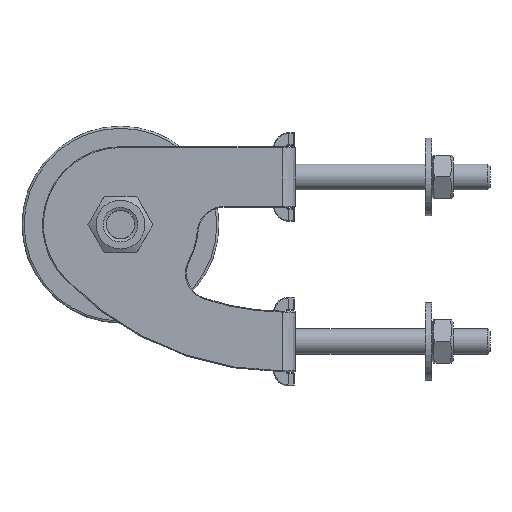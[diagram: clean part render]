
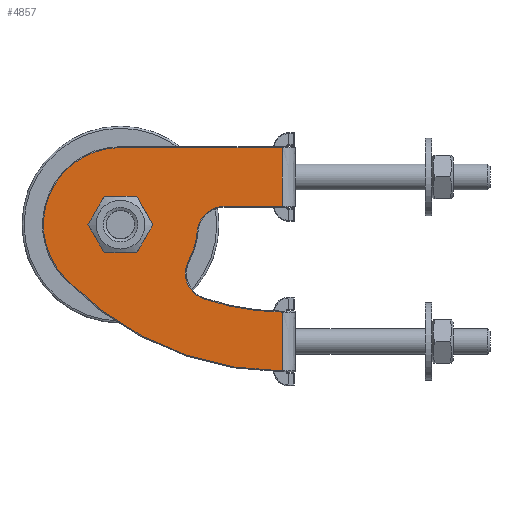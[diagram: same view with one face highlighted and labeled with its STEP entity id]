
A CAD part, left-side view. The second image highlights one B-rep face of the part: STEP entity #4857.
In plain terms, the highlighted planar face has unit normal (-1, 0, 0).
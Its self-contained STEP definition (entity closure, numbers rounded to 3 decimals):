
#240=LINE('',#7757,#460);
#294=LINE('',#8584,#514);
#299=LINE('',#8769,#519);
#309=LINE('',#8870,#529);
#313=LINE('',#9040,#533);
#460=VECTOR('',#5976,10.);
#514=VECTOR('',#6220,10.);
#519=VECTOR('',#6277,10.);
#529=VECTOR('',#6321,10.);
#533=VECTOR('',#6371,10.);
#802=PLANE('',#5358);
#898=FACE_BOUND('',#1525,.T.);
#1120=FACE_OUTER_BOUND('',#1524,.T.);
#1524=EDGE_LOOP('',(#3900,#3901,#3902,#3903,#3904,#3905,#3906,#3907,#3908,
#3909,#3910));
#1525=EDGE_LOOP('',(#3911));
#1803=CIRCLE('',#5163,5.65);
#1886=CIRCLE('',#5293,6.2);
#1888=CIRCLE('',#5296,17.8);
#1890=CIRCLE('',#5299,6.2);
#1892=CIRCLE('',#5302,56.2);
#1911=CIRCLE('',#5333,17.8);
#1912=CIRCLE('',#5335,69.8);
#2197=VERTEX_POINT('',#7720);
#2201=VERTEX_POINT('',#7747);
#2203=VERTEX_POINT('',#7756);
#2308=VERTEX_POINT('',#8581);
#2309=VERTEX_POINT('',#8583);
#2316=VERTEX_POINT('',#8768);
#2317=VERTEX_POINT('',#8772);
#2318=VERTEX_POINT('',#8776);
#2319=VERTEX_POINT('',#8780);
#2329=VERTEX_POINT('',#8859);
#2333=VERTEX_POINT('',#9038);
#2334=VERTEX_POINT('',#9042);
#2665=EDGE_CURVE('',#2197,#2197,#1803,.T.);
#2670=EDGE_CURVE('',#2203,#2201,#240,.T.);
#2821=EDGE_CURVE('',#2308,#2309,#294,.T.);
#2844=EDGE_CURVE('',#2203,#2316,#299,.T.);
#2846=EDGE_CURVE('',#2316,#2317,#1886,.T.);
#2848=EDGE_CURVE('',#2317,#2318,#1888,.T.);
#2850=EDGE_CURVE('',#2318,#2319,#1890,.T.);
#2852=EDGE_CURVE('',#2319,#2308,#1892,.T.);
#2868=EDGE_CURVE('',#2329,#2309,#309,.T.);
#2887=EDGE_CURVE('',#2333,#2201,#313,.T.);
#2889=EDGE_CURVE('',#2334,#2333,#1911,.T.);
#2890=EDGE_CURVE('',#2329,#2334,#1912,.T.);
#3900=ORIENTED_EDGE('',*,*,#2887,.F.);
#3901=ORIENTED_EDGE('',*,*,#2889,.F.);
#3902=ORIENTED_EDGE('',*,*,#2890,.F.);
#3903=ORIENTED_EDGE('',*,*,#2868,.T.);
#3904=ORIENTED_EDGE('',*,*,#2821,.F.);
#3905=ORIENTED_EDGE('',*,*,#2852,.F.);
#3906=ORIENTED_EDGE('',*,*,#2850,.F.);
#3907=ORIENTED_EDGE('',*,*,#2848,.F.);
#3908=ORIENTED_EDGE('',*,*,#2846,.F.);
#3909=ORIENTED_EDGE('',*,*,#2844,.F.);
#3910=ORIENTED_EDGE('',*,*,#2670,.T.);
#3911=ORIENTED_EDGE('',*,*,#2665,.T.);
#4857=ADVANCED_FACE('',(#1120,#898),#802,.T.);
#5163=AXIS2_PLACEMENT_3D('',#7721,#5962,#5963);
#5293=AXIS2_PLACEMENT_3D('',#8773,#6282,#6283);
#5296=AXIS2_PLACEMENT_3D('',#8777,#6288,#6289);
#5299=AXIS2_PLACEMENT_3D('',#8781,#6294,#6295);
#5302=AXIS2_PLACEMENT_3D('',#8784,#6300,#6301);
#5333=AXIS2_PLACEMENT_3D('',#9044,#6376,#6377);
#5335=AXIS2_PLACEMENT_3D('',#9046,#6380,#6381);
#5358=AXIS2_PLACEMENT_3D('',#9082,#6428,#6429);
#5962=DIRECTION('center_axis',(1.,0.,0.));
#5963=DIRECTION('ref_axis',(0.,0.5,0.866));
#5976=DIRECTION('',(0.,0.,1.));
#6220=DIRECTION('',(0.,-1.,-0.003));
#6277=DIRECTION('',(0.,1.,0.));
#6282=DIRECTION('center_axis',(-1.,0.,0.));
#6283=DIRECTION('ref_axis',(0.,0.677,0.736));
#6288=DIRECTION('center_axis',(1.,0.,0.));
#6289=DIRECTION('ref_axis',(0.,-0.959,-0.282));
#6294=DIRECTION('center_axis',(-1.,0.,0.));
#6295=DIRECTION('ref_axis',(0.,0.931,-0.366));
#6300=DIRECTION('center_axis',(-1.,0.,0.));
#6301=DIRECTION('ref_axis',(0.,0.167,-0.986));
#6321=DIRECTION('',(0.,0.,1.));
#6371=DIRECTION('',(0.,-1.,0.));
#6376=DIRECTION('center_axis',(1.,0.,0.));
#6377=DIRECTION('ref_axis',(0.,0.92,0.392));
#6380=DIRECTION('center_axis',(1.,0.,0.));
#6381=DIRECTION('ref_axis',(0.,0.393,-0.919));
#6428=DIRECTION('center_axis',(-1.,0.,0.));
#6429=DIRECTION('ref_axis',(0.,0.,-1.));
#7720=CARTESIAN_POINT('',(-17.65,43.175,4.893));
#7721=CARTESIAN_POINT('Origin',(-17.65,40.35,0.));
#7747=CARTESIAN_POINT('',(-17.65,3.,17.8));
#7756=CARTESIAN_POINT('',(-17.65,3.,4.2));
#7757=CARTESIAN_POINT('',(-17.65,3.,-15.345));
#8581=CARTESIAN_POINT('',(-17.65,3.001,-20.2));
#8583=CARTESIAN_POINT('',(-17.65,3.,-20.2));
#8584=CARTESIAN_POINT('',(-17.65,3.001,-20.2));
#8768=CARTESIAN_POINT('',(-17.65,16.433,4.2));
#8769=CARTESIAN_POINT('',(-17.65,1.892,4.2));
#8772=CARTESIAN_POINT('',(-17.65,22.612,-1.483));
#8773=CARTESIAN_POINT('Origin',(-17.65,16.433,-2.));
#8776=CARTESIAN_POINT('',(-17.65,24.63,-8.35));
#8777=CARTESIAN_POINT('Origin',(-17.65,40.35,0.));
#8780=CARTESIAN_POINT('',(-17.65,21.179,-17.119));
#8781=CARTESIAN_POINT('Origin',(-17.65,19.155,-11.259));
#8784=CARTESIAN_POINT('Origin',(-17.65,2.827,36.));
#8859=CARTESIAN_POINT('',(-17.65,3.,-33.8));
#8870=CARTESIAN_POINT('',(-17.65,3.,-15.345));
#9038=CARTESIAN_POINT('',(-17.65,40.35,17.8));
#9040=CARTESIAN_POINT('',(-17.65,13.85,17.8));
#9042=CARTESIAN_POINT('',(-17.65,53.195,-12.323));
#9044=CARTESIAN_POINT('Origin',(-17.65,40.35,0.));
#9046=CARTESIAN_POINT('Origin',(-17.65,2.827,36.));
#9082=CARTESIAN_POINT('Origin',(-17.65,-12.65,-3.69));
